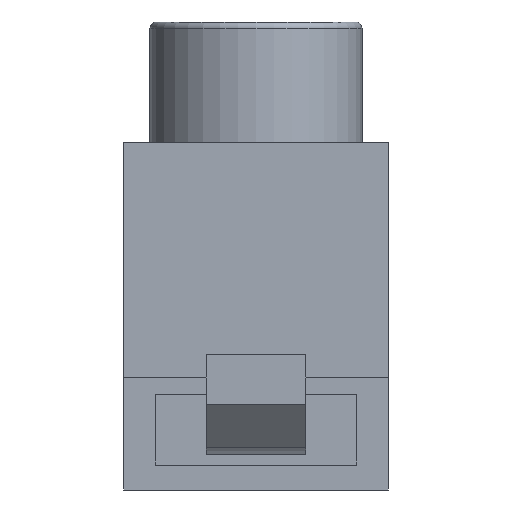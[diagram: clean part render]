
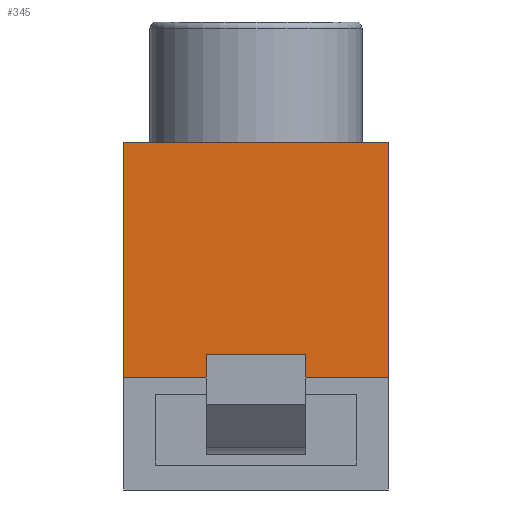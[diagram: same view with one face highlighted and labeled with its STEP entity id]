
A CAD part, front view. The second image highlights one B-rep face of the part: STEP entity #345.
In plain terms, the highlighted planar face has unit normal (0, -1, 0).
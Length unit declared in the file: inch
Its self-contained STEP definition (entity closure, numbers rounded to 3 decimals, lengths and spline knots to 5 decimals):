
#108 = CARTESIAN_POINT ( 'NONE',  ( 0.3175, -0.3175, 0. ) ) ;
#109 = CARTESIAN_POINT ( 'NONE',  ( -0.3175, -0.3175, 0. ) ) ;
#120 = CARTESIAN_POINT ( 'NONE',  ( 0.3175, -0.3175, -0.565 ) ) ;
#127 = CARTESIAN_POINT ( 'NONE',  ( -0.3175, -0.3175, -0.565 ) ) ;
#337 = EDGE_CURVE ( 'NONE', #2216, #2217, #3223, .T. ) ;
#340 = EDGE_CURVE ( 'NONE', #2205, #2198, #3221, .T. ) ;
#345 = ADVANCED_FACE ( 'NONE', ( #3224 ), #1674, .T. ) ;
#383 = EDGE_CURVE ( 'NONE', #2205, #2217, #3178, .T. ) ;
#428 = EDGE_CURVE ( 'NONE', #2198, #2216, #3147, .T. ) ;
#1276 = DIRECTION ( 'NONE',  ( 0., 0., 1. ) ) ;
#1290 = CARTESIAN_POINT ( 'NONE',  ( 0.3175, -0.3175, -0.835 ) ) ;
#1590 = DIRECTION ( 'NONE',  ( 0., 0., 1. ) ) ;
#1591 = CARTESIAN_POINT ( 'NONE',  ( -0.3175, -0.3175, -0.835 ) ) ;
#1671 = DIRECTION ( 'NONE',  ( 0., 0., -1. ) ) ;
#1672 = DIRECTION ( 'NONE',  ( 0., -1., 0. ) ) ;
#1673 = CARTESIAN_POINT ( 'NONE',  ( -0.3175, -0.3175, -0.835 ) ) ;
#1674 = PLANE ( 'NONE',  #2461 ) ;
#1686 = DIRECTION ( 'NONE',  ( -1., 0., 0. ) ) ;
#1687 = CARTESIAN_POINT ( 'NONE',  ( -0.3175, -0.3175, -0.565 ) ) ;
#1694 = DIRECTION ( 'NONE',  ( 1., 0., 0. ) ) ;
#1695 = CARTESIAN_POINT ( 'NONE',  ( -0.3175, -0.3175, 0. ) ) ;
#1955 = EDGE_LOOP ( 'NONE', ( #2340, #2336, #2338, #2348 ) ) ;
#2198 = VERTEX_POINT ( 'NONE', #127 ) ;
#2205 = VERTEX_POINT ( 'NONE', #120 ) ;
#2216 = VERTEX_POINT ( 'NONE', #109 ) ;
#2217 = VERTEX_POINT ( 'NONE', #108 ) ;
#2336 = ORIENTED_EDGE ( 'NONE', *, *, #383, .T. ) ;
#2338 = ORIENTED_EDGE ( 'NONE', *, *, #337, .F. ) ;
#2340 = ORIENTED_EDGE ( 'NONE', *, *, #340, .F. ) ;
#2348 = ORIENTED_EDGE ( 'NONE', *, *, #428, .F. ) ;
#2461 = AXIS2_PLACEMENT_3D ( 'NONE', #1673, #1672, #1671 ) ;
#2486 = VECTOR ( 'NONE', #1590, 39.37008 ) ;
#2519 = VECTOR ( 'NONE', #1276, 39.37008 ) ;
#2540 = VECTOR ( 'NONE', #1686, 39.37008 ) ;
#2544 = VECTOR ( 'NONE', #1694, 39.37008 ) ;
#3147 = LINE ( 'NONE', #1591, #2486 ) ;
#3178 = LINE ( 'NONE', #1290, #2519 ) ;
#3221 = LINE ( 'NONE', #1687, #2540 ) ;
#3223 = LINE ( 'NONE', #1695, #2544 ) ;
#3224 = FACE_OUTER_BOUND ( 'NONE', #1955, .T. ) ;
